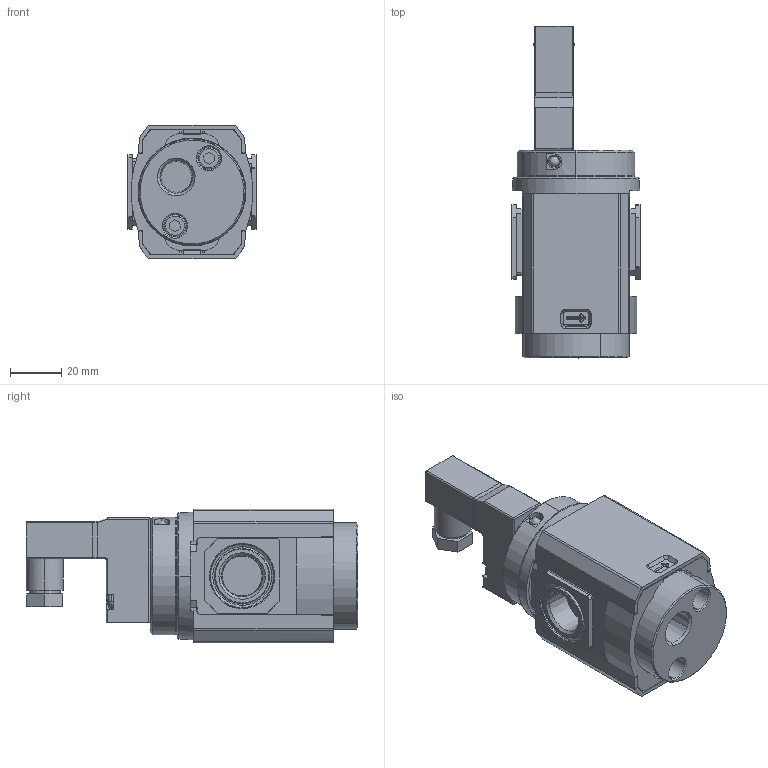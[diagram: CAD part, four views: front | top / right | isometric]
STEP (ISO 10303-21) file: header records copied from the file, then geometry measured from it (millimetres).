
FILE_DESCRIPTION (( 'STEP AP203' ), '1' );
FILE_NAME ('P82C-3AT-PFA.step', '2021-09-13T13:26:51', ( '' ), ( '' ), 'SwSTEP 2.0', 'SolidWorks 2021', '' );
FILE_SCHEMA (( 'CONFIG_CONTROL_DESIGN' ));
Length unit declared in the file: millimetre
Products named in the file (1): P82C-3AT-PFA
Bounding box: 50 x 129.4 x 52 mm (x, y, z)
Volume: 174465.2 mm3; surface area: 57739.6 mm2
Topology: 7 solids, 7 shells, 785 faces, 2001 edges, 1285 vertices
Faces by surface type: plane 350, cylinder 226, cone 148, bspline 57, torus 4
Entity records: 25686 total; most frequent: CARTESIAN_POINT 6774, ORIENTED_EDGE 3970, DIRECTION 3879, EDGE_CURVE 1985, AXIS2_PLACEMENT_3D 1391, VERTEX_POINT 1285, LINE 1097, VECTOR 1097
